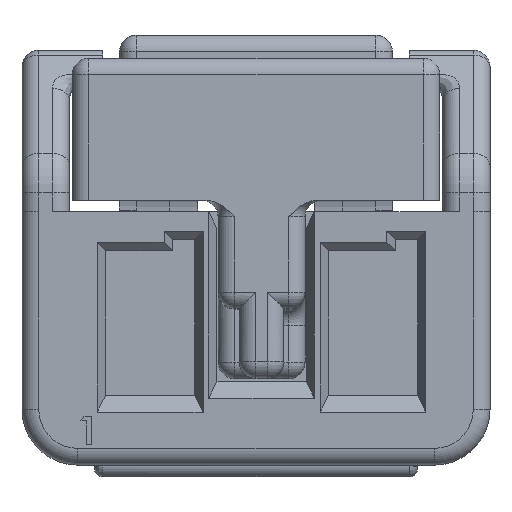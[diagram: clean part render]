
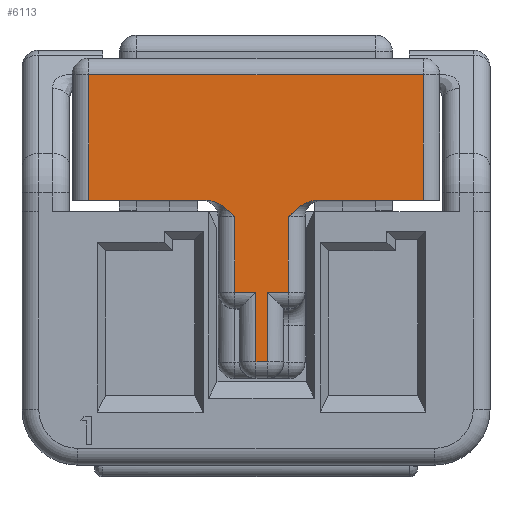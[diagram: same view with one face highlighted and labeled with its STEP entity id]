
A CAD part, top view. The second image highlights one B-rep face of the part: STEP entity #6113.
In plain terms, the highlighted planar face has unit normal (0, 0, 1).
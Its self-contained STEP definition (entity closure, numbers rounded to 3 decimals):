
#190 = VERTEX_POINT ( 'NONE', #17969 ) ;
#386 = DIRECTION ( 'NONE',  ( 0., -1., 0. ) ) ;
#413 = CARTESIAN_POINT ( 'NONE',  ( 0.726, 0.046, 7.6 ) ) ;
#444 = PLANE ( 'NONE',  #2992 ) ;
#561 = CARTESIAN_POINT ( 'NONE',  ( 0.653, -0.027, 7.6 ) ) ;
#1211 = VECTOR ( 'NONE', #19468, 1000. ) ;
#1317 = VERTEX_POINT ( 'NONE', #7620 ) ;
#1461 = VECTOR ( 'NONE', #11443, 1000. ) ;
#1546 = ORIENTED_EDGE ( 'NONE', *, *, #14370, .T. ) ;
#1656 = CARTESIAN_POINT ( 'NONE',  ( -0.38, -0.1, 7.6 ) ) ;
#1746 = EDGE_LOOP ( 'NONE', ( #3299, #19716, #2159, #10758, #16392, #15076, #13536, #1546, #7176, #5977, #18655, #6384, #12630, #24915 ) ) ;
#2159 = ORIENTED_EDGE ( 'NONE', *, *, #20649, .T. ) ;
#2194 = EDGE_CURVE ( 'NONE', #24428, #1317, #21466, .T. ) ;
#2297 = EDGE_CURVE ( 'NONE', #19806, #19660, #16217, .T. ) ;
#2992 = AXIS2_PLACEMENT_3D ( 'NONE', #14244, #18615, #9304 ) ;
#3299 = ORIENTED_EDGE ( 'NONE', *, *, #26702, .T. ) ;
#3780 = VECTOR ( 'NONE', #386, 1000. ) ;
#3893 = DIRECTION ( 'NONE',  ( 0., -1., 0. ) ) ;
#3936 = CARTESIAN_POINT ( 'NONE',  ( 0., 0.2, 7.6 ) ) ;
#4270 = VECTOR ( 'NONE', #12613, 1000. ) ;
#4273 = LINE ( 'NONE', #21163, #1211 ) ;
#4885 = VECTOR ( 'NONE', #7583, 1000. ) ;
#5633 = DIRECTION ( 'NONE',  ( 0., 1., 0. ) ) ;
#5977 = ORIENTED_EDGE ( 'NONE', *, *, #2297, .T. ) ;
#6038 = DIRECTION ( 'NONE',  ( 1., 0., 0. ) ) ;
#6113 = ADVANCED_FACE ( 'NONE', ( #10885 ), #444, .F. ) ;
#6318 = VERTEX_POINT ( 'NONE', #26350 ) ;
#6384 = ORIENTED_EDGE ( 'NONE', *, *, #16740, .T. ) ;
#6759 = CARTESIAN_POINT ( 'NONE',  ( -0.9, 0.2, 7.6 ) ) ;
#6770 = EDGE_CURVE ( 'NONE', #23326, #24342, #4273, .T. ) ;
#6802 = VECTOR ( 'NONE', #21771, 1000. ) ;
#6854 = CARTESIAN_POINT ( 'NONE',  ( 0.897, 0.16, 7.6 ) ) ;
#6880 = LINE ( 'NONE', #22194, #1461 ) ;
#7176 = ORIENTED_EDGE ( 'NONE', *, *, #17520, .T. ) ;
#7277 = CARTESIAN_POINT ( 'NONE',  ( 0.88, -1.45, 7.6 ) ) ;
#7583 = DIRECTION ( 'NONE',  ( 1., 0., 0. ) ) ;
#7620 = CARTESIAN_POINT ( 'NONE',  ( 1.1, 0.2, 7.6 ) ) ;
#7705 = DIRECTION ( 'NONE',  ( 1., 0., 0. ) ) ;
#7750 = LINE ( 'NONE', #10034, #13697 ) ;
#7798 = CARTESIAN_POINT ( 'NONE',  ( -0.452, -0.028, 7.6 ) ) ;
#7874 = CARTESIAN_POINT ( 'NONE',  ( 0., -1.45, 7.6 ) ) ;
#7906 = LINE ( 'NONE', #21091, #19473 ) ;
#7939 = CARTESIAN_POINT ( 'NONE',  ( -0.9, 0.2, 7.6 ) ) ;
#8264 = VECTOR ( 'NONE', #3893, 1000. ) ;
#8735 = CARTESIAN_POINT ( 'NONE',  ( -3., 0.2, 7.6 ) ) ;
#8740 = LINE ( 'NONE', #21501, #8264 ) ;
#8989 = CARTESIAN_POINT ( 'NONE',  ( 0.996, 0.2, 7.6 ) ) ;
#9304 = DIRECTION ( 'NONE',  ( 0., 1., 0. ) ) ;
#9423 = LINE ( 'NONE', #26989, #4885 ) ;
#10014 = VECTOR ( 'NONE', #13540, 1000. ) ;
#10034 = CARTESIAN_POINT ( 'NONE',  ( 0.88, -2.7, 7.6 ) ) ;
#10076 = CARTESIAN_POINT ( 'NONE',  ( -0.697, 0.16, 7.6 ) ) ;
#10172 = CARTESIAN_POINT ( 'NONE',  ( 0.58, -1.45, 7.6 ) ) ;
#10251 = VERTEX_POINT ( 'NONE', #6759 ) ;
#10707 = CARTESIAN_POINT ( 'NONE',  ( -0.38, -1.45, 7.6 ) ) ;
#10758 = ORIENTED_EDGE ( 'NONE', *, *, #16820, .F. ) ;
#10885 = FACE_OUTER_BOUND ( 'NONE', #1746, .T. ) ;
#11032 = VERTEX_POINT ( 'NONE', #1656 ) ;
#11443 = DIRECTION ( 'NONE',  ( -1., 0., 0. ) ) ;
#11649 = CARTESIAN_POINT ( 'NONE',  ( 0.2, -2.7, 7.6 ) ) ;
#12613 = DIRECTION ( 'NONE',  ( 0., -1., 0. ) ) ;
#12630 = ORIENTED_EDGE ( 'NONE', *, *, #19536, .T. ) ;
#13237 = EDGE_CURVE ( 'NONE', #190, #10251, #9423, .T. ) ;
#13479 = CARTESIAN_POINT ( 'NONE',  ( -3., 2.45, 7.6 ) ) ;
#13536 = ORIENTED_EDGE ( 'NONE', *, *, #13237, .T. ) ;
#13540 = DIRECTION ( 'NONE',  ( 0., -1., 0. ) ) ;
#13697 = VECTOR ( 'NONE', #6038, 1000. ) ;
#14018 = CARTESIAN_POINT ( 'NONE',  ( 3., 0.2, 7.6 ) ) ;
#14244 = CARTESIAN_POINT ( 'NONE',  ( 0.88, 0.2, 7.6 ) ) ;
#14370 = EDGE_CURVE ( 'NONE', #10251, #11032, #23031, .T. ) ;
#14588 = VERTEX_POINT ( 'NONE', #14018 ) ;
#15076 = ORIENTED_EDGE ( 'NONE', *, *, #15632, .T. ) ;
#15205 = CARTESIAN_POINT ( 'NONE',  ( 0.2, -1.45, 7.6 ) ) ;
#15284 = CARTESIAN_POINT ( 'NONE',  ( -3.3, 0.2, 7.6 ) ) ;
#15632 = EDGE_CURVE ( 'NONE', #25892, #190, #21767, .T. ) ;
#15811 = CARTESIAN_POINT ( 'NONE',  ( 1.1, 0.2, 7.6 ) ) ;
#16217 = LINE ( 'NONE', #7277, #16873 ) ;
#16313 = LINE ( 'NONE', #25349, #16978 ) ;
#16392 = ORIENTED_EDGE ( 'NONE', *, *, #17275, .T. ) ;
#16454 = CARTESIAN_POINT ( 'NONE',  ( -0.38, -0.1, 7.6 ) ) ;
#16740 = EDGE_CURVE ( 'NONE', #6318, #23432, #7750, .T. ) ;
#16820 = EDGE_CURVE ( 'NONE', #25853, #14588, #8740, .T. ) ;
#16873 = VECTOR ( 'NONE', #7705, 1000. ) ;
#16978 = VECTOR ( 'NONE', #25489, 1000. ) ;
#17275 = EDGE_CURVE ( 'NONE', #25853, #25892, #6880, .T. ) ;
#17520 = EDGE_CURVE ( 'NONE', #11032, #19806, #24245, .T. ) ;
#17969 = CARTESIAN_POINT ( 'NONE',  ( -3., 0.2, 7.6 ) ) ;
#18012 = CARTESIAN_POINT ( 'NONE',  ( 3., 2.45, 7.6 ) ) ;
#18615 = DIRECTION ( 'NONE',  ( 0., 0., -1. ) ) ;
#18655 = ORIENTED_EDGE ( 'NONE', *, *, #26731, .T. ) ;
#19468 = DIRECTION ( 'NONE',  ( 1., 0., 0. ) ) ;
#19473 = VECTOR ( 'NONE', #5633, 1000. ) ;
#19536 = EDGE_CURVE ( 'NONE', #23432, #23326, #7906, .T. ) ;
#19660 = VERTEX_POINT ( 'NONE', #7874 ) ;
#19716 = ORIENTED_EDGE ( 'NONE', *, *, #2194, .T. ) ;
#19806 = VERTEX_POINT ( 'NONE', #10707 ) ;
#20583 = CARTESIAN_POINT ( 'NONE',  ( -0.526, 0.046, 7.6 ) ) ;
#20649 = EDGE_CURVE ( 'NONE', #1317, #14588, #26015, .T. ) ;
#21091 = CARTESIAN_POINT ( 'NONE',  ( 0.2, -1.75, 7.6 ) ) ;
#21163 = CARTESIAN_POINT ( 'NONE',  ( 0.88, -1.45, 7.6 ) ) ;
#21466 = B_SPLINE_CURVE_WITH_KNOTS ( 'NONE', 3,
 ( #26258, #561, #413, #6854, #8989, #15811 ),
 .UNSPECIFIED., .F., .F.,
 ( 4, 2, 4 ),
 ( 0., 0., 0.001 ),
 .UNSPECIFIED. ) ;
#21501 = CARTESIAN_POINT ( 'NONE',  ( 3., 0.2, 7.6 ) ) ;
#21767 = LINE ( 'NONE', #8735, #10014 ) ;
#21771 = DIRECTION ( 'NONE',  ( 1., 0., 0. ) ) ;
#22194 = CARTESIAN_POINT ( 'NONE',  ( -3.3, 2.45, 7.6 ) ) ;
#23031 = B_SPLINE_CURVE_WITH_KNOTS ( 'NONE', 3,
 ( #7939, #24950, #10076, #20583, #7798, #16454 ),
 .UNSPECIFIED., .F., .F.,
 ( 4, 2, 4 ),
 ( 0., 0., 0.001 ),
 .UNSPECIFIED. ) ;
#23326 = VERTEX_POINT ( 'NONE', #15205 ) ;
#23358 = LINE ( 'NONE', #3936, #4270 ) ;
#23432 = VERTEX_POINT ( 'NONE', #11649 ) ;
#24245 = LINE ( 'NONE', #24671, #3780 ) ;
#24342 = VERTEX_POINT ( 'NONE', #10172 ) ;
#24428 = VERTEX_POINT ( 'NONE', #26406 ) ;
#24671 = CARTESIAN_POINT ( 'NONE',  ( -0.38, 0.2, 7.6 ) ) ;
#24915 = ORIENTED_EDGE ( 'NONE', *, *, #6770, .T. ) ;
#24950 = CARTESIAN_POINT ( 'NONE',  ( -0.796, 0.2, 7.6 ) ) ;
#25349 = CARTESIAN_POINT ( 'NONE',  ( 0.58, 0.2, 7.6 ) ) ;
#25489 = DIRECTION ( 'NONE',  ( 0., 1., 0. ) ) ;
#25853 = VERTEX_POINT ( 'NONE', #18012 ) ;
#25892 = VERTEX_POINT ( 'NONE', #13479 ) ;
#26015 = LINE ( 'NONE', #15284, #6802 ) ;
#26258 = CARTESIAN_POINT ( 'NONE',  ( 0.58, -0.1, 7.6 ) ) ;
#26350 = CARTESIAN_POINT ( 'NONE',  ( 0., -2.7, 7.6 ) ) ;
#26406 = CARTESIAN_POINT ( 'NONE',  ( 0.58, -0.1, 7.6 ) ) ;
#26702 = EDGE_CURVE ( 'NONE', #24342, #24428, #16313, .T. ) ;
#26731 = EDGE_CURVE ( 'NONE', #19660, #6318, #23358, .T. ) ;
#26989 = CARTESIAN_POINT ( 'NONE',  ( -3.3, 0.2, 7.6 ) ) ;
